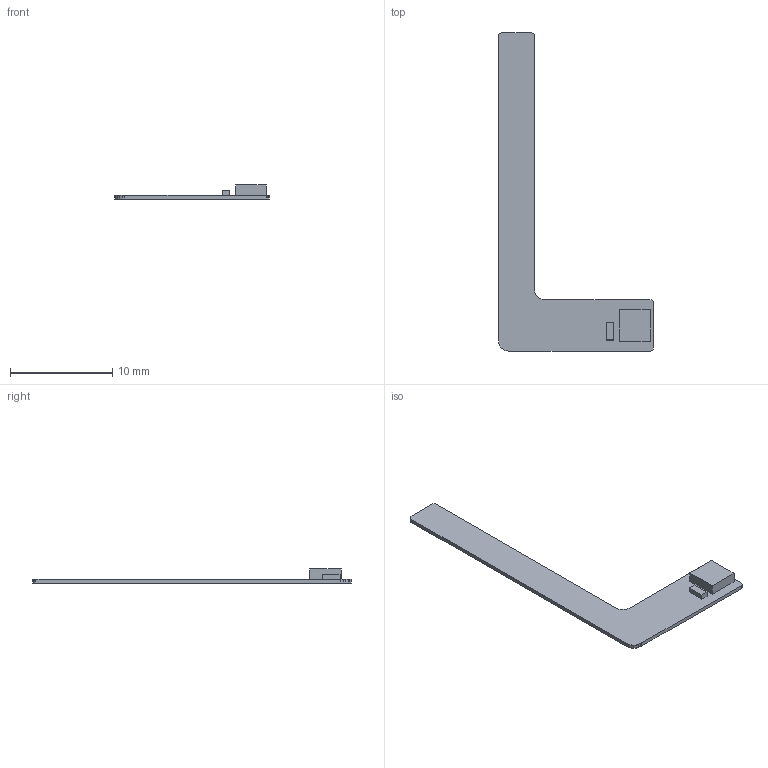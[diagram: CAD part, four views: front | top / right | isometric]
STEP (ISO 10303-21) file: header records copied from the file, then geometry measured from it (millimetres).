
FILE_DESCRIPTION(('Open CASCADE Model'),'2;1');
FILE_NAME('Open CASCADE Shape Model','2016-04-05T11:04:07',('Author'),( 'Open CASCADE'),'Open CASCADE STEP processor 6.2','Open CASCADE 6.2' ,'Unknown');
FILE_SCHEMA(('AUTOMOTIVE_DESIGN { 1 0 10303 214 1 1 1 1 }'));
Length unit declared in the file: millimetre
Products named in the file (8): PCB; Board; U1; 469670192; Extruded; C1; 489857280
Assembly tree (7 placements, depth 4):
  PCB
    Board
    U1
      469670192
        Extruded
    C1
      489857280
        Extruded
Bounding box: 15.12 x 31.06 x 1.37 mm (x, y, z)
Volume: 71.8 mm3; surface area: 403.1 mm2
Topology: 3 solids, 3 shells, 62 faces, 168 edges, 112 vertices
Faces by surface type: plane 62
Entity records: 4260 total; most frequent: CARTESIAN_POINT 686, DIRECTION 644, LINE 504, VECTOR 504, ORIENTED_EDGE 336, PCURVE 336, DEFINITIONAL_REPRESENTATION 336, EDGE_CURVE 168
